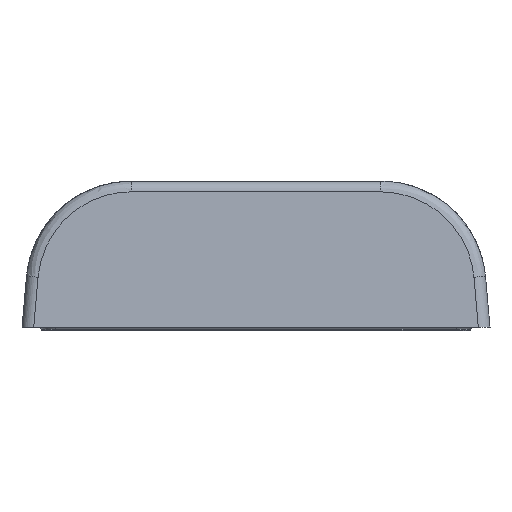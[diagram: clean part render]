
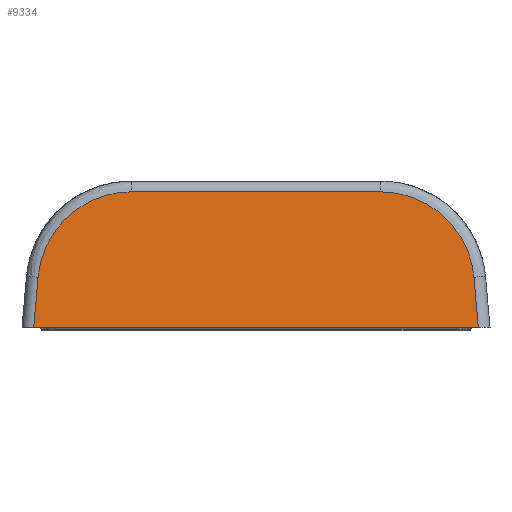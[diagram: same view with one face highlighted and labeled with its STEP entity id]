
A CAD part, front view. The second image highlights one B-rep face of the part: STEP entity #9334.
In plain terms, the highlighted face is planar.
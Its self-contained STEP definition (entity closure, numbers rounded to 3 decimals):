
#348=ELLIPSE('',#10292,16.061,16.);
#349=ELLIPSE('',#10294,16.061,16.);
#1445=FACE_OUTER_BOUND('',#2006,.T.);
#2006=EDGE_LOOP('',(#8105,#8106,#8107,#8108,#8109,#8110));
#2708=LINE('',#17271,#3419);
#2709=LINE('',#17352,#3420);
#2710=LINE('',#17355,#3421);
#2712=LINE('',#17359,#3423);
#3419=VECTOR('',#12829,10.);
#3420=VECTOR('',#12844,10.);
#3421=VECTOR('',#12847,10.);
#3423=VECTOR('',#12853,10.);
#4239=VERTEX_POINT('',#17268);
#4240=VERTEX_POINT('',#17270);
#4241=VERTEX_POINT('',#17308);
#4242=VERTEX_POINT('',#17346);
#4243=VERTEX_POINT('',#17350);
#4244=VERTEX_POINT('',#17354);
#5525=EDGE_CURVE('',#4239,#4240,#2708,.T.);
#5528=EDGE_CURVE('',#4241,#4239,#348,.T.);
#5530=EDGE_CURVE('',#4240,#4242,#349,.T.);
#5532=EDGE_CURVE('',#4243,#4241,#2709,.T.);
#5533=EDGE_CURVE('',#4242,#4244,#2710,.T.);
#5536=EDGE_CURVE('',#4244,#4243,#2712,.T.);
#8105=ORIENTED_EDGE('',*,*,#5533,.F.);
#8106=ORIENTED_EDGE('',*,*,#5530,.F.);
#8107=ORIENTED_EDGE('',*,*,#5525,.F.);
#8108=ORIENTED_EDGE('',*,*,#5528,.F.);
#8109=ORIENTED_EDGE('',*,*,#5532,.F.);
#8110=ORIENTED_EDGE('',*,*,#5536,.F.);
#8358=PLANE('',#10300);
#9334=ADVANCED_FACE('',(#1445),#8358,.F.);
#10292=AXIS2_PLACEMENT_3D('',#17310,#12834,#12835);
#10294=AXIS2_PLACEMENT_3D('',#17348,#12838,#12839);
#10300=AXIS2_PLACEMENT_3D('',#17360,#12854,#12855);
#12829=DIRECTION('',(-1.,0.,0.));
#12834=DIRECTION('center_axis',(0.,-0.087,0.996));
#12835=DIRECTION('ref_axis',(0.,0.996,0.087));
#12838=DIRECTION('center_axis',(0.,-0.087,0.996));
#12839=DIRECTION('ref_axis',(0.,0.996,0.087));
#12844=DIRECTION('',(-0.087,0.992,0.087));
#12847=DIRECTION('',(-0.087,-0.992,-0.087));
#12853=DIRECTION('',(1.,0.,0.));
#12854=DIRECTION('center_axis',(0.,-0.087,0.996));
#12855=DIRECTION('ref_axis',(1.,0.,0.));
#17268=CARTESIAN_POINT('',(61.319,23.174,2.027));
#17270=CARTESIAN_POINT('',(18.681,23.174,2.027));
#17271=CARTESIAN_POINT('',(20.,23.174,2.027));
#17308=CARTESIAN_POINT('',(77.258,8.569,0.75));
#17310=CARTESIAN_POINT('Origin',(61.319,7.174,0.628));
#17346=CARTESIAN_POINT('',(2.742,8.569,0.75));
#17348=CARTESIAN_POINT('Origin',(18.681,7.174,0.628));
#17350=CARTESIAN_POINT('',(78.008,0.,0.));
#17352=CARTESIAN_POINT('',(76.25,20.09,1.758));
#17354=CARTESIAN_POINT('',(1.992,0.,0.));
#17355=CARTESIAN_POINT('',(2.669,7.731,0.676));
#17359=CARTESIAN_POINT('',(0.,0.,0.));
#17360=CARTESIAN_POINT('Origin',(40.,12.452,1.089));
